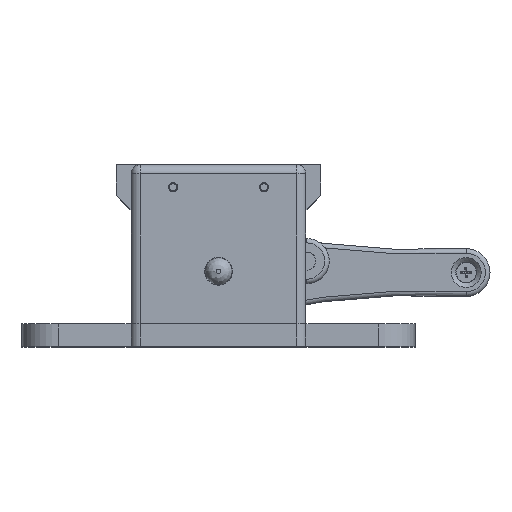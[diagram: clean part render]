
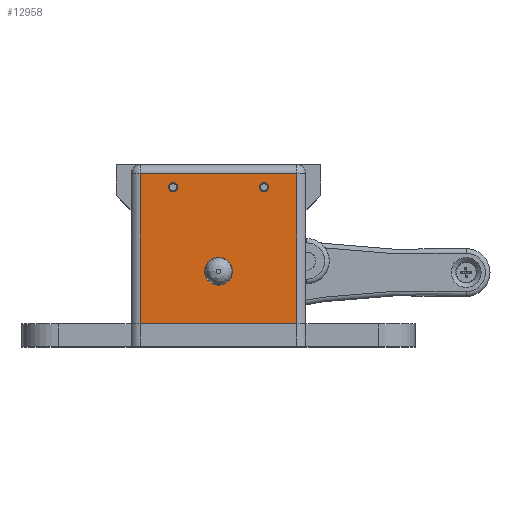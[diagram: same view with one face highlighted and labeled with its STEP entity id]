
A CAD part, top view. The second image highlights one B-rep face of the part: STEP entity #12958.
In plain terms, the highlighted planar face has unit normal (0, 0, 1).
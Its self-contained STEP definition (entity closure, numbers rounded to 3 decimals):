
#992=FACE_BOUND('',#2221,.T.);
#993=FACE_BOUND('',#2222,.T.);
#994=FACE_BOUND('',#2223,.T.);
#1178=PLANE('',#14254);
#1466=FACE_OUTER_BOUND('',#2220,.T.);
#2220=EDGE_LOOP('',(#9193,#9194,#9195,#9196));
#2221=EDGE_LOOP('',(#9197));
#2222=EDGE_LOOP('',(#9198));
#2223=EDGE_LOOP('',(#9199));
#3080=LINE('',#20570,#3737);
#3083=LINE('',#20588,#3740);
#3086=LINE('',#20592,#3743);
#3089=LINE('',#20600,#3746);
#3737=VECTOR('',#16387,10.);
#3740=VECTOR('',#16406,10.);
#3743=VECTOR('',#16411,10.);
#3746=VECTOR('',#16420,10.);
#4444=CIRCLE('',#14255,6.1);
#4445=CIRCLE('',#14256,2.);
#4446=CIRCLE('',#14257,2.);
#5443=VERTEX_POINT('',#20559);
#5446=VERTEX_POINT('',#20566);
#5452=VERTEX_POINT('',#20581);
#5454=VERTEX_POINT('',#20586);
#5457=VERTEX_POINT('',#20601);
#5458=VERTEX_POINT('',#20603);
#5459=VERTEX_POINT('',#20605);
#6948=EDGE_CURVE('',#5443,#5446,#3080,.T.);
#6956=EDGE_CURVE('',#5454,#5452,#3083,.T.);
#6959=EDGE_CURVE('',#5452,#5443,#3086,.T.);
#6963=EDGE_CURVE('',#5454,#5446,#3089,.T.);
#6964=EDGE_CURVE('',#5457,#5457,#4444,.T.);
#6965=EDGE_CURVE('',#5458,#5458,#4445,.T.);
#6966=EDGE_CURVE('',#5459,#5459,#4446,.T.);
#9193=ORIENTED_EDGE('',*,*,#6948,.F.);
#9194=ORIENTED_EDGE('',*,*,#6959,.F.);
#9195=ORIENTED_EDGE('',*,*,#6956,.F.);
#9196=ORIENTED_EDGE('',*,*,#6963,.T.);
#9197=ORIENTED_EDGE('',*,*,#6964,.T.);
#9198=ORIENTED_EDGE('',*,*,#6965,.T.);
#9199=ORIENTED_EDGE('',*,*,#6966,.T.);
#12958=ADVANCED_FACE('',(#1466,#992,#993,#994),#1178,.T.);
#14254=AXIS2_PLACEMENT_3D('',#20599,#16418,#16419);
#14255=AXIS2_PLACEMENT_3D('',#20602,#16421,#16422);
#14256=AXIS2_PLACEMENT_3D('',#20604,#16423,#16424);
#14257=AXIS2_PLACEMENT_3D('',#20606,#16425,#16426);
#16387=DIRECTION('',(0.,-1.,0.));
#16406=DIRECTION('',(0.,1.,0.));
#16411=DIRECTION('',(1.,0.,0.));
#16418=DIRECTION('center_axis',(0.,0.,1.));
#16419=DIRECTION('ref_axis',(1.,0.,0.));
#16420=DIRECTION('',(1.,0.,0.));
#16421=DIRECTION('center_axis',(0.,0.,-1.));
#16422=DIRECTION('ref_axis',(1.,0.,0.));
#16423=DIRECTION('center_axis',(0.,0.,-1.));
#16424=DIRECTION('ref_axis',(-1.,0.,0.));
#16425=DIRECTION('center_axis',(0.,0.,-1.));
#16426=DIRECTION('ref_axis',(-1.,0.,0.));
#20559=CARTESIAN_POINT('',(34.5,76.,150.));
#20566=CARTESIAN_POINT('',(34.5,10.,150.));
#20570=CARTESIAN_POINT('',(34.5,10.,150.));
#20581=CARTESIAN_POINT('',(-34.5,76.,150.));
#20586=CARTESIAN_POINT('',(-34.5,10.,150.));
#20588=CARTESIAN_POINT('',(-34.5,10.,150.));
#20592=CARTESIAN_POINT('',(-19.25,76.,150.));
#20599=CARTESIAN_POINT('Origin',(-38.5,10.,150.));
#20600=CARTESIAN_POINT('',(-38.5,10.,150.));
#20601=CARTESIAN_POINT('',(-6.1,33.,150.));
#20602=CARTESIAN_POINT('Origin',(0.,33.,150.));
#20603=CARTESIAN_POINT('',(22.,70.,150.));
#20604=CARTESIAN_POINT('Origin',(20.,70.,150.));
#20605=CARTESIAN_POINT('',(-18.,70.,150.));
#20606=CARTESIAN_POINT('Origin',(-20.,70.,150.));
